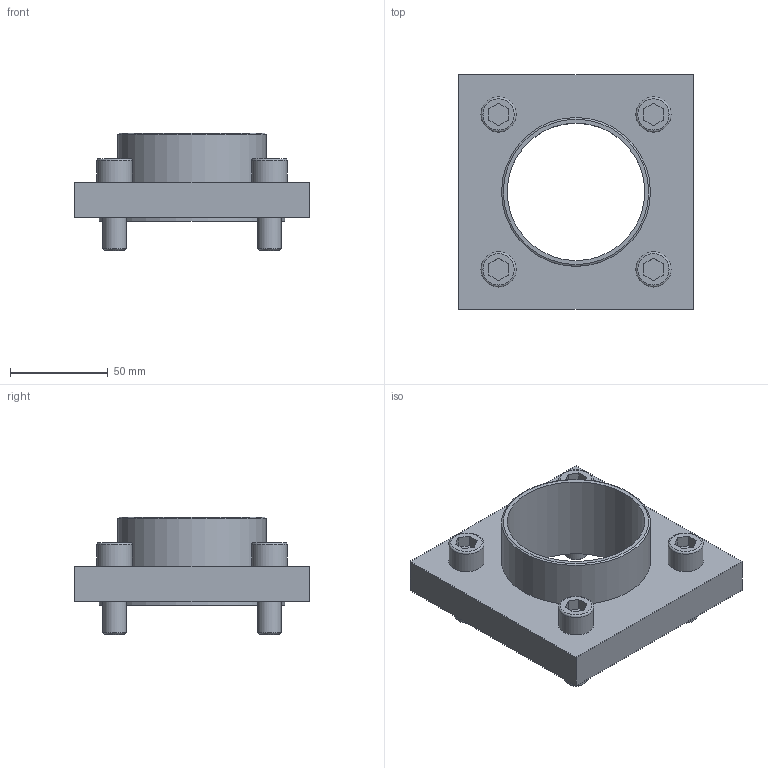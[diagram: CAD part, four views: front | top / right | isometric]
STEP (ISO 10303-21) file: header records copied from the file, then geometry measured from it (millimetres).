
FILE_DESCRIPTION(/* description */ ('STEP AP203'),/* implementation_level */ '2;1');
FILE_NAME(/* name */ 'Return Flange Connection FAR 65-01',/* time_stamp */ '2023-05-02T11:16:55+02:00',/* author */ ('License CC BY-ND 4.0'),/* organization */ ('CADENAS'),/* preprocessor_version */ 'ST-DEVELOPER v19.3',/* originating_system */ 'PARTsolutions',/* authorisation */ ' ');
FILE_SCHEMA (('CONFIG_CONTROL_DESIGN'));
Length unit declared in the file: millimetre
Products named in the file (1): Ruecklauf Flanschanschluss FAR 65-01
Bounding box: 120 x 120 x 60 mm (x, y, z)
Volume: 229728.7 mm3; surface area: 53293.6 mm2
Topology: 1 solids, 3 shells, 74 faces, 163 edges, 108 vertices
Faces by surface type: plane 47, cylinder 15, torus 7, cone 5
Full cylindrical faces by diameter (mm): 12 x4, 18 x4, 70.3 x1, 76.1 x1, 78 x2, 85 x2, 95 x1
Entity records: 1836 total; most frequent: DIRECTION 316, CARTESIAN_POINT 297, ORIENTED_EDGE 250, EDGE_CURVE 125, EDGE_LOOP 120, FACE_BOUND 120, AXIS2_PLACEMENT_3D 116, VERTEX_POINT 97
